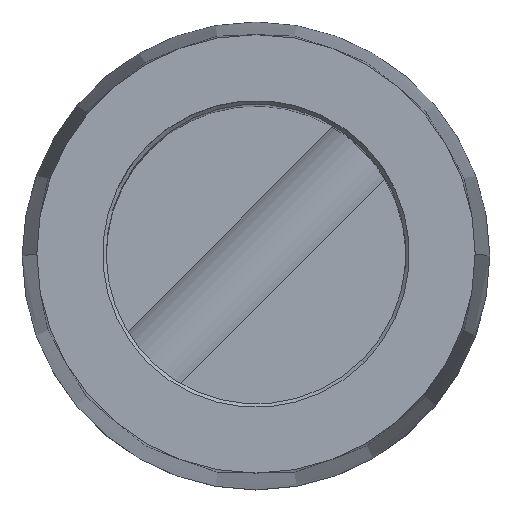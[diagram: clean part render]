
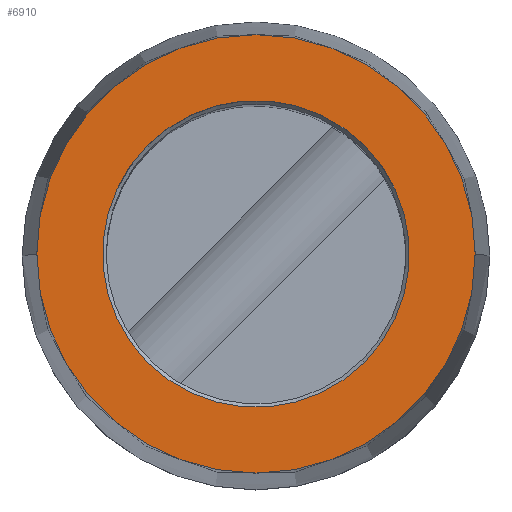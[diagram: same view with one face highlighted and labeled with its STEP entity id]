
A CAD part, top view. The second image highlights one B-rep face of the part: STEP entity #6910.
In plain terms, the highlighted face is planar.
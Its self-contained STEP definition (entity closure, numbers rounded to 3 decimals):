
#5870=CARTESIAN_POINT('',(-42.313,18.1,
-1.485));
#5880=VERTEX_POINT('',#5870);
#6060=CARTESIAN_POINT('',(-39.343,18.1,
1.485));
#6070=VERTEX_POINT('',#6060);
#6100=CARTESIAN_POINT('',(-40.828,18.1,
0.));
#6110=DIRECTION('',(0.,-1.,0.));
#6120=DIRECTION('',(-0.707,0.,-0.707));
#6130=AXIS2_PLACEMENT_3D('',#6100,#6110,#6120);
#6140=CIRCLE('',#6130,2.1);
#6150=EDGE_CURVE('',#6070,#5880,#6140,.T.);
#6660=CARTESIAN_POINT('',(-38.203,18.1,0.));
#6670=DIRECTION('',(-0.,1.,0.));
#6680=DIRECTION('',(1.,0.,0.));
#6690=AXIS2_PLACEMENT_3D('',#6660,#6670,#6680);
#6700=PLANE('',#6690);
#6710=EDGE_CURVE('',#5880,#6070,#6140,.T.);
#6720=ORIENTED_EDGE('',*,*,#6710,.T.);
#6730=ORIENTED_EDGE('',*,*,#6150,.T.);
#6740=EDGE_LOOP('',(#6730,#6720));
#6750=FACE_BOUND('',#6740,.T.);
#6760=CARTESIAN_POINT('',(-40.828,18.1,
0.));
#6770=DIRECTION('',(0.,-1.,0.));
#6780=DIRECTION('',(1.,0.,0.));
#6790=AXIS2_PLACEMENT_3D('',#6760,#6770,#6780);
#6800=CIRCLE('',#6790,3.);
#6810=CARTESIAN_POINT('',(-37.828,18.1,
0.));
#6820=VERTEX_POINT('',#6810);
#6830=CARTESIAN_POINT('',(-43.828,18.1,
0.));
#6840=VERTEX_POINT('',#6830);
#6850=EDGE_CURVE('',#6820,#6840,#6800,.T.);
#6860=ORIENTED_EDGE('',*,*,#6850,.F.);
#6870=EDGE_CURVE('',#6840,#6820,#6800,.T.);
#6880=ORIENTED_EDGE('',*,*,#6870,.F.);
#6890=EDGE_LOOP('',(#6880,#6860));
#6900=FACE_OUTER_BOUND('',#6890,.T.);
#6910=ADVANCED_FACE('',(#6750,#6900),#6700,.T.);
